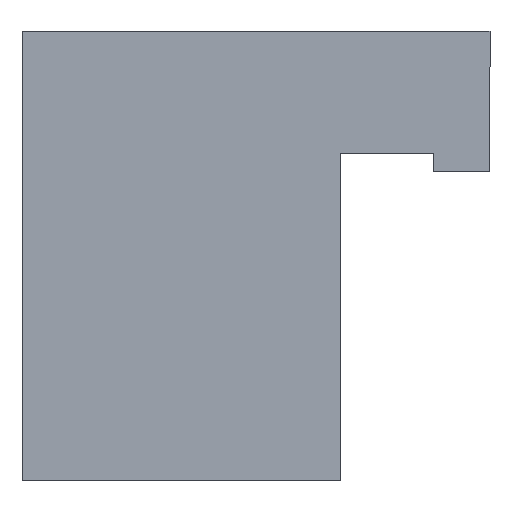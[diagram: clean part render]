
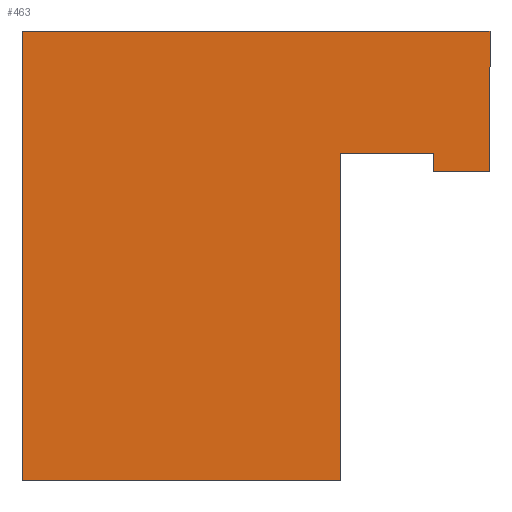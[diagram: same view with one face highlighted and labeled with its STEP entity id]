
A CAD part, front view. The second image highlights one B-rep face of the part: STEP entity #463.
In plain terms, the highlighted planar face has unit normal (0, -1, 0).
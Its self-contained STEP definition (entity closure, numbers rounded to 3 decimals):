
#193=CARTESIAN_POINT('',(5.0,-20.0,-1.));
#194=VERTEX_POINT('',#193);
#201=CARTESIAN_POINT('',(5.0,-20.0,0.));
#202=VERTEX_POINT('',#201);
#203=CARTESIAN_POINT('',(5.0,-20.0,0.));
#204=DIRECTION('',(0.0,0.0,-1.0));
#205=VECTOR('',#204,1.);
#206=LINE('',#203,#205);
#207=EDGE_CURVE('',#202,#194,#206,.T.);
#231=CARTESIAN_POINT('',(8.,-20.0,-1.));
#232=VERTEX_POINT('',#231);
#239=CARTESIAN_POINT('',(5.0,-20.0,-1.));
#240=DIRECTION('',(1.0,0.0,0.0));
#241=VECTOR('',#240,3.0);
#242=LINE('',#239,#241);
#243=EDGE_CURVE('',#194,#232,#242,.T.);
#262=CARTESIAN_POINT('',(8.,-20.0,6.5));
#263=VERTEX_POINT('',#262);
#270=CARTESIAN_POINT('',(8.,-20.0,-1.));
#271=DIRECTION('',(0.0,0.0,1.0));
#272=VECTOR('',#271,7.5);
#273=LINE('',#270,#272);
#274=EDGE_CURVE('',#232,#263,#273,.T.);
#293=CARTESIAN_POINT('',(-17.0,-20.0,6.5));
#294=VERTEX_POINT('',#293);
#301=CARTESIAN_POINT('',(8.,-20.0,6.5));
#302=DIRECTION('',(-1.0,0.0,0.0));
#303=VECTOR('',#302,25.0);
#304=LINE('',#301,#303);
#305=EDGE_CURVE('',#263,#294,#304,.T.);
#327=CARTESIAN_POINT('',(-17.,-20.0,-17.5));
#328=VERTEX_POINT('',#327);
#335=CARTESIAN_POINT('',(-17.0,-20.0,6.5));
#336=DIRECTION('',(0.0,0.0,-1.0));
#337=VECTOR('',#336,24.);
#338=LINE('',#335,#337);
#339=EDGE_CURVE('',#294,#328,#338,.T.);
#358=CARTESIAN_POINT('',(0.,-20.0,-17.5));
#359=VERTEX_POINT('',#358);
#366=CARTESIAN_POINT('',(-17.,-20.0,-17.5));
#367=DIRECTION('',(1.0,0.0,0.0));
#368=VECTOR('',#367,17.0);
#369=LINE('',#366,#368);
#370=EDGE_CURVE('',#328,#359,#369,.T.);
#392=CARTESIAN_POINT('',(0.0,-20.0,0.0));
#393=VERTEX_POINT('',#392);
#400=CARTESIAN_POINT('',(0.,-20.0,-17.5));
#401=DIRECTION('',(0.0,0.0,1.0));
#402=VECTOR('',#401,17.5);
#403=LINE('',#400,#402);
#404=EDGE_CURVE('',#359,#393,#403,.T.);
#422=CARTESIAN_POINT('',(0.0,-20.0,0.0));
#423=DIRECTION('',(1.0,0.0,0.0));
#424=VECTOR('',#423,5.0);
#425=LINE('',#422,#424);
#426=EDGE_CURVE('',#393,#202,#425,.T.);
#448=CARTESIAN_POINT('',(-5.68,-20.0,-4.03));
#449=DIRECTION('',(0.0,1.0,0.0));
#450=DIRECTION('',(0.0,0.0,1.0));
#451=AXIS2_PLACEMENT_3D('',#448,#449,#450);
#452=PLANE('',#451);
#453=ORIENTED_EDGE('',*,*,#426,.T.);
#454=ORIENTED_EDGE('',*,*,#207,.T.);
#455=ORIENTED_EDGE('',*,*,#243,.T.);
#456=ORIENTED_EDGE('',*,*,#274,.T.);
#457=ORIENTED_EDGE('',*,*,#305,.T.);
#458=ORIENTED_EDGE('',*,*,#339,.T.);
#459=ORIENTED_EDGE('',*,*,#370,.T.);
#460=ORIENTED_EDGE('',*,*,#404,.T.);
#461=EDGE_LOOP('',(#453,#454,#455,#456,#457,#458,#459,#460));
#462=FACE_OUTER_BOUND('',#461,.T.);
#463=ADVANCED_FACE('',(#462),#452,.F.);
